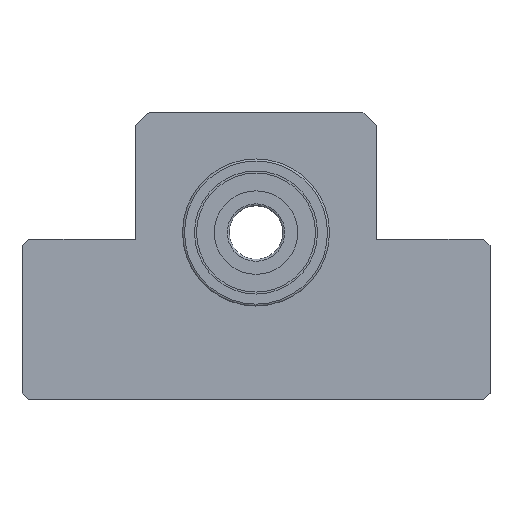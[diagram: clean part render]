
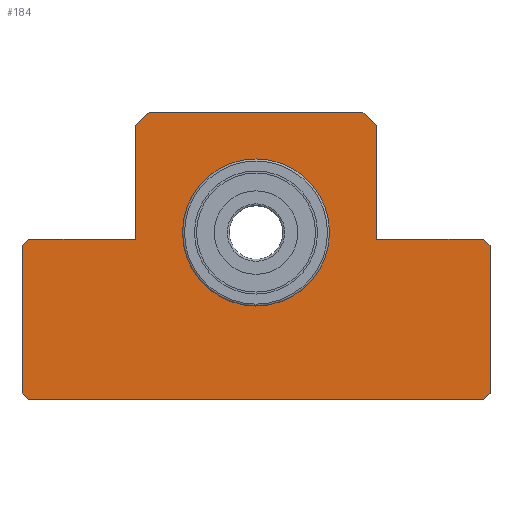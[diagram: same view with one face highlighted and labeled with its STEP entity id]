
A CAD part, top view. The second image highlights one B-rep face of the part: STEP entity #184.
In plain terms, the highlighted planar face has unit normal (0, 0, 1).
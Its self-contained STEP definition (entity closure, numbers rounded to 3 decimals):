
#184 = ADVANCED_FACE( '', ( #249, #250 ), #251, .T. );
#249 = FACE_BOUND( '', #369, .T. );
#250 = FACE_OUTER_BOUND( '', #370, .T. );
#251 = PLANE( '', #371 );
#369 = EDGE_LOOP( '', ( #560 ) );
#370 = EDGE_LOOP( '', ( #561, #562, #563, #564, #565, #566, #567, #568, #569, #570, #571, #572, #573, #574 ) );
#371 = AXIS2_PLACEMENT_3D( '', #575, #576, #577 );
#560 = ORIENTED_EDGE( '', *, *, #773, .F. );
#561 = ORIENTED_EDGE( '', *, *, #738, .T. );
#562 = ORIENTED_EDGE( '', *, *, #742, .T. );
#563 = ORIENTED_EDGE( '', *, *, #735, .T. );
#564 = ORIENTED_EDGE( '', *, *, #728, .T. );
#565 = ORIENTED_EDGE( '', *, *, #732, .T. );
#566 = ORIENTED_EDGE( '', *, *, #744, .T. );
#567 = ORIENTED_EDGE( '', *, *, #747, .T. );
#568 = ORIENTED_EDGE( '', *, *, #751, .T. );
#569 = ORIENTED_EDGE( '', *, *, #754, .T. );
#570 = ORIENTED_EDGE( '', *, *, #757, .T. );
#571 = ORIENTED_EDGE( '', *, *, #760, .T. );
#572 = ORIENTED_EDGE( '', *, *, #763, .T. );
#573 = ORIENTED_EDGE( '', *, *, #766, .T. );
#574 = ORIENTED_EDGE( '', *, *, #770, .T. );
#575 = CARTESIAN_POINT( '', ( 0., 0., 0. ) );
#576 = DIRECTION( '', ( 0., 0., 1. ) );
#577 = DIRECTION( '', ( 1., 0., 0. ) );
#728 = EDGE_CURVE( '', #802, #803, #804, .T. );
#732 = EDGE_CURVE( '', #803, #810, #811, .T. );
#735 = EDGE_CURVE( '', #815, #802, #816, .T. );
#738 = EDGE_CURVE( '', #820, #821, #822, .T. );
#742 = EDGE_CURVE( '', #821, #815, #828, .T. );
#744 = EDGE_CURVE( '', #810, #830, #831, .T. );
#747 = EDGE_CURVE( '', #830, #835, #836, .T. );
#751 = EDGE_CURVE( '', #835, #842, #843, .T. );
#754 = EDGE_CURVE( '', #842, #847, #848, .T. );
#757 = EDGE_CURVE( '', #847, #852, #853, .T. );
#760 = EDGE_CURVE( '', #852, #857, #858, .T. );
#763 = EDGE_CURVE( '', #857, #862, #863, .T. );
#766 = EDGE_CURVE( '', #862, #867, #868, .T. );
#770 = EDGE_CURVE( '', #867, #820, #874, .T. );
#773 = EDGE_CURVE( '', #878, #878, #879, .T. );
#802 = VERTEX_POINT( '', #932 );
#803 = VERTEX_POINT( '', #933 );
#804 = LINE( '', #934, #935 );
#810 = VERTEX_POINT( '', #944 );
#811 = LINE( '', #945, #946 );
#815 = VERTEX_POINT( '', #952 );
#816 = LINE( '', #953, #954 );
#820 = VERTEX_POINT( '', #960 );
#821 = VERTEX_POINT( '', #961 );
#822 = LINE( '', #962, #963 );
#828 = LINE( '', #972, #973 );
#830 = VERTEX_POINT( '', #976 );
#831 = LINE( '', #977, #978 );
#835 = VERTEX_POINT( '', #984 );
#836 = LINE( '', #985, #986 );
#842 = VERTEX_POINT( '', #994 );
#843 = LINE( '', #995, #996 );
#847 = VERTEX_POINT( '', #1002 );
#848 = LINE( '', #1003, #1004 );
#852 = VERTEX_POINT( '', #1010 );
#853 = LINE( '', #1011, #1012 );
#857 = VERTEX_POINT( '', #1018 );
#858 = LINE( '', #1019, #1020 );
#862 = VERTEX_POINT( '', #1026 );
#863 = LINE( '', #1027, #1028 );
#867 = VERTEX_POINT( '', #1034 );
#868 = LINE( '', #1035, #1036 );
#874 = LINE( '', #1044, #1045 );
#878 = VERTEX_POINT( '', #1050 );
#879 = CIRCLE( '', #1051, 11. );
#932 = CARTESIAN_POINT( '', ( -34., -25., 0. ) );
#933 = CARTESIAN_POINT( '', ( 34., -25., 0. ) );
#934 = CARTESIAN_POINT( '', ( -34., -25., 0. ) );
#935 = VECTOR( '', #1106, 1000. );
#944 = CARTESIAN_POINT( '', ( 35., -24., 0. ) );
#945 = CARTESIAN_POINT( '', ( 34., -25., 0. ) );
#946 = VECTOR( '', #1110, 1000. );
#952 = CARTESIAN_POINT( '', ( -35., -24., 0. ) );
#953 = CARTESIAN_POINT( '', ( -35., -24., 0. ) );
#954 = VECTOR( '', #1113, 1000. );
#960 = CARTESIAN_POINT( '', ( -34., -1., 0. ) );
#961 = CARTESIAN_POINT( '', ( -35., -2., 0. ) );
#962 = CARTESIAN_POINT( '', ( -34., -1., 0. ) );
#963 = VECTOR( '', #1116, 1000. );
#972 = CARTESIAN_POINT( '', ( -35., -2., 0. ) );
#973 = VECTOR( '', #1120, 1000. );
#976 = CARTESIAN_POINT( '', ( 35., -2., 0. ) );
#977 = CARTESIAN_POINT( '', ( 35., -24., 0. ) );
#978 = VECTOR( '', #1122, 1000. );
#984 = CARTESIAN_POINT( '', ( 34., -1., 0. ) );
#985 = CARTESIAN_POINT( '', ( 35., -2., 0. ) );
#986 = VECTOR( '', #1125, 1000. );
#994 = CARTESIAN_POINT( '', ( 18., -1., 0. ) );
#995 = CARTESIAN_POINT( '', ( 34., -1., 0. ) );
#996 = VECTOR( '', #1131, 1000. );
#1002 = CARTESIAN_POINT( '', ( 18., 16., 0. ) );
#1003 = CARTESIAN_POINT( '', ( 18., -1., 0. ) );
#1004 = VECTOR( '', #1134, 1000. );
#1010 = CARTESIAN_POINT( '', ( 16., 18., 0. ) );
#1011 = CARTESIAN_POINT( '', ( 18., 16., 0. ) );
#1012 = VECTOR( '', #1137, 1000. );
#1018 = CARTESIAN_POINT( '', ( -16., 18., 0. ) );
#1019 = CARTESIAN_POINT( '', ( 16., 18., 0. ) );
#1020 = VECTOR( '', #1140, 1000. );
#1026 = CARTESIAN_POINT( '', ( -18., 16., 0. ) );
#1027 = CARTESIAN_POINT( '', ( -16., 18., 0. ) );
#1028 = VECTOR( '', #1143, 1000. );
#1034 = CARTESIAN_POINT( '', ( -18., -1., 0. ) );
#1035 = CARTESIAN_POINT( '', ( -18., 16., 0. ) );
#1036 = VECTOR( '', #1146, 1000. );
#1044 = CARTESIAN_POINT( '', ( -18., -1., 0. ) );
#1045 = VECTOR( '', #1152, 1000. );
#1050 = CARTESIAN_POINT( '', ( 11., 0., 0. ) );
#1051 = AXIS2_PLACEMENT_3D( '', #1157, #1158, #1159 );
#1106 = DIRECTION( '', ( 1., 0., 0. ) );
#1110 = DIRECTION( '', ( 0.707, 0.707, 0. ) );
#1113 = DIRECTION( '', ( 0.707, -0.707, 0. ) );
#1116 = DIRECTION( '', ( -0.707, -0.707, 0. ) );
#1120 = DIRECTION( '', ( 0., -1., 0. ) );
#1122 = DIRECTION( '', ( 0., 1., 0. ) );
#1125 = DIRECTION( '', ( -0.707, 0.707, 0. ) );
#1131 = DIRECTION( '', ( -1., 0., 0. ) );
#1134 = DIRECTION( '', ( 0., 1., 0. ) );
#1137 = DIRECTION( '', ( -0.707, 0.707, 0. ) );
#1140 = DIRECTION( '', ( -1., 0., 0. ) );
#1143 = DIRECTION( '', ( -0.707, -0.707, 0. ) );
#1146 = DIRECTION( '', ( 0., -1., 0. ) );
#1152 = DIRECTION( '', ( -1., 0., 0. ) );
#1157 = CARTESIAN_POINT( '', ( 0., 0., 0. ) );
#1158 = DIRECTION( '', ( 0., 0., 1. ) );
#1159 = DIRECTION( '', ( 1., 0., 0. ) );
